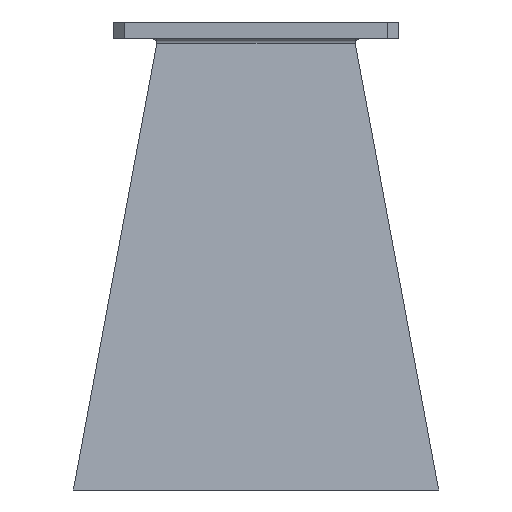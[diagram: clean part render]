
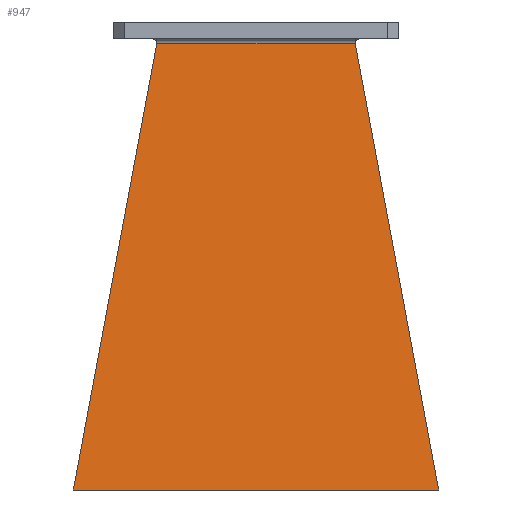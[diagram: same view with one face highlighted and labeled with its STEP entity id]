
A CAD part, front view. The second image highlights one B-rep face of the part: STEP entity #947.
In plain terms, the highlighted planar face has unit normal (0, -0.996, 0.093).
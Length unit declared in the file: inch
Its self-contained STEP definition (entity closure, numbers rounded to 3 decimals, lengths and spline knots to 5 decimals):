
#72 = ORIENTED_EDGE ( 'NONE', *, *, #1091, .T. ) ;
#79 = AXIS2_PLACEMENT_3D ( 'NONE', #609, #93, #1008 ) ;
#93 = DIRECTION ( 'NONE',  ( 0., -0.996, 0.093 ) ) ;
#116 = DIRECTION ( 'NONE',  ( 1., 0., 0. ) ) ;
#325 = LINE ( 'NONE', #509, #617 ) ;
#328 = CARTESIAN_POINT ( 'NONE',  ( -4.05, -2.05, -10.38 ) ) ;
#347 = VECTOR ( 'NONE', #584, 39.37008 ) ;
#356 = ORIENTED_EDGE ( 'NONE', *, *, #647, .T. ) ;
#427 = LINE ( 'NONE', #453, #347 ) ;
#435 = EDGE_CURVE ( 'NONE', #866, #1623, #427, .T. ) ;
#439 = CARTESIAN_POINT ( 'NONE',  ( -2.2, -1.125, -0.475 ) ) ;
#453 = CARTESIAN_POINT ( 'NONE',  ( -4.05, -2.05, -10.38 ) ) ;
#509 = CARTESIAN_POINT ( 'NONE',  ( 4.05, -2.05, -10.38 ) ) ;
#524 = VECTOR ( 'NONE', #116, 39.37008 ) ;
#584 = DIRECTION ( 'NONE',  ( 0.183, 0.091, 0.979 ) ) ;
#609 = CARTESIAN_POINT ( 'NONE',  ( 0., -1.0713, 0.10005 ) ) ;
#617 = VECTOR ( 'NONE', #768, 39.37008 ) ;
#647 = EDGE_CURVE ( 'NONE', #866, #1708, #1435, .T. ) ;
#695 = VERTEX_POINT ( 'NONE', #1615 ) ;
#696 = CARTESIAN_POINT ( 'NONE',  ( -0.73333, -1.125, -0.475 ) ) ;
#768 = DIRECTION ( 'NONE',  ( -0.183, 0.091, 0.979 ) ) ;
#850 = FACE_OUTER_BOUND ( 'NONE', #1665, .T. ) ;
#866 = VERTEX_POINT ( 'NONE', #328 ) ;
#873 = EDGE_CURVE ( 'NONE', #695, #1623, #986, .T. ) ;
#921 = CARTESIAN_POINT ( 'NONE',  ( -4.05, -2.05, -10.38 ) ) ;
#947 = ADVANCED_FACE ( 'NONE', ( #850 ), #1681, .T. ) ;
#986 = B_SPLINE_CURVE_WITH_KNOTS ( 'NONE', 3,
 ( #1495, #1536, #696, #439 ),
 .UNSPECIFIED., .F., .F.,
 ( 4, 4 ),
 ( 0., 1. ),
 .UNSPECIFIED. ) ;
#987 = ORIENTED_EDGE ( 'NONE', *, *, #873, .T. ) ;
#1008 = DIRECTION ( 'NONE',  ( 0., -0.093, -0.996 ) ) ;
#1021 = CARTESIAN_POINT ( 'NONE',  ( -2.2, -1.125, -0.475 ) ) ;
#1091 = EDGE_CURVE ( 'NONE', #1708, #695, #325, .T. ) ;
#1179 = CARTESIAN_POINT ( 'NONE',  ( 4.05, -2.05, -10.38 ) ) ;
#1435 = LINE ( 'NONE', #921, #524 ) ;
#1495 = CARTESIAN_POINT ( 'NONE',  ( 2.2, -1.125, -0.475 ) ) ;
#1536 = CARTESIAN_POINT ( 'NONE',  ( 0.73333, -1.125, -0.475 ) ) ;
#1615 = CARTESIAN_POINT ( 'NONE',  ( 2.2, -1.125, -0.475 ) ) ;
#1623 = VERTEX_POINT ( 'NONE', #1021 ) ;
#1656 = ORIENTED_EDGE ( 'NONE', *, *, #435, .F. ) ;
#1665 = EDGE_LOOP ( 'NONE', ( #72, #987, #1656, #356 ) ) ;
#1681 = PLANE ( 'NONE',  #79 ) ;
#1708 = VERTEX_POINT ( 'NONE', #1179 ) ;
